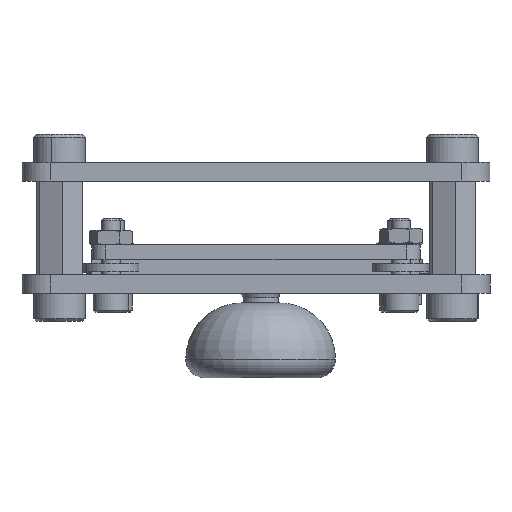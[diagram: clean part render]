
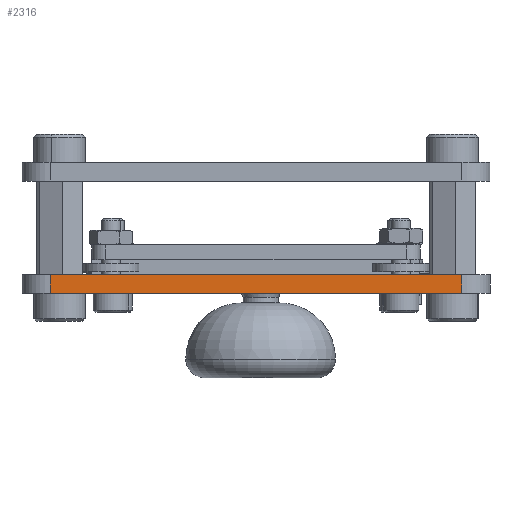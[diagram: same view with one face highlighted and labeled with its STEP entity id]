
A CAD part, front view. The second image highlights one B-rep face of the part: STEP entity #2316.
In plain terms, the highlighted face is planar.
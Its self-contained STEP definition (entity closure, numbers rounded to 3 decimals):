
#2185 = EDGE_LOOP ( 'NONE', ( #9667, #11995, #5597, #21022 ) ) ;
#2316 = ADVANCED_FACE ( 'NONE', ( #5623 ), #15344, .T. ) ;
#2345 = LINE ( 'NONE', #20735, #22472 ) ;
#2939 = CARTESIAN_POINT ( 'NONE',  ( 39.391, 82.237, 13.134 ) ) ;
#5368 = DIRECTION ( 'NONE',  ( 0., 0., -1. ) ) ;
#5433 = LINE ( 'NONE', #28948, #8740 ) ;
#5597 = ORIENTED_EDGE ( 'NONE', *, *, #27075, .T. ) ;
#5623 = FACE_OUTER_BOUND ( 'NONE', #2185, .T. ) ;
#7900 = VERTEX_POINT ( 'NONE', #9809 ) ;
#8065 = DIRECTION ( 'NONE',  ( 0., 0., 1. ) ) ;
#8740 = VECTOR ( 'NONE', #12867, 1000. ) ;
#9667 = ORIENTED_EDGE ( 'NONE', *, *, #12725, .F. ) ;
#9809 = CARTESIAN_POINT ( 'NONE',  ( 83.391, 82.237, 13.134 ) ) ;
#9850 = CARTESIAN_POINT ( 'NONE',  ( 0., 82.237, 13.134 ) ) ;
#10345 = DIRECTION ( 'NONE',  ( 0., 1., 0. ) ) ;
#10409 = DIRECTION ( 'NONE',  ( 1., 0., 0. ) ) ;
#11995 = ORIENTED_EDGE ( 'NONE', *, *, #24110, .T. ) ;
#12725 = EDGE_CURVE ( 'NONE', #12880, #29175, #5433, .T. ) ;
#12867 = DIRECTION ( 'NONE',  ( 1., 0., 0. ) ) ;
#12880 = VERTEX_POINT ( 'NONE', #16155 ) ;
#14289 = VECTOR ( 'NONE', #10409, 1000. ) ;
#15344 = PLANE ( 'NONE',  #28105 ) ;
#16155 = CARTESIAN_POINT ( 'NONE',  ( 39.391, 82.237, 11.134 ) ) ;
#17245 = LINE ( 'NONE', #9850, #14289 ) ;
#17850 = CARTESIAN_POINT ( 'NONE',  ( 83.391, 82.237, 11.134 ) ) ;
#18917 = DIRECTION ( 'NONE',  ( 0., 0., 1. ) ) ;
#20421 = VECTOR ( 'NONE', #5368, 1000. ) ;
#20735 = CARTESIAN_POINT ( 'NONE',  ( 39.391, 82.237, 13.134 ) ) ;
#21022 = ORIENTED_EDGE ( 'NONE', *, *, #27682, .T. ) ;
#22472 = VECTOR ( 'NONE', #18917, 1000. ) ;
#24110 = EDGE_CURVE ( 'NONE', #12880, #27522, #2345, .T. ) ;
#24166 = CARTESIAN_POINT ( 'NONE',  ( 0., 82.237, 13.134 ) ) ;
#26184 = CARTESIAN_POINT ( 'NONE',  ( 83.391, 82.237, 13.134 ) ) ;
#27075 = EDGE_CURVE ( 'NONE', #27522, #7900, #17245, .T. ) ;
#27522 = VERTEX_POINT ( 'NONE', #2939 ) ;
#27682 = EDGE_CURVE ( 'NONE', #7900, #29175, #28598, .T. ) ;
#28105 = AXIS2_PLACEMENT_3D ( 'NONE', #24166, #10345, #8065 ) ;
#28598 = LINE ( 'NONE', #26184, #20421 ) ;
#28948 = CARTESIAN_POINT ( 'NONE',  ( 0., 82.237, 11.134 ) ) ;
#29175 = VERTEX_POINT ( 'NONE', #17850 ) ;
